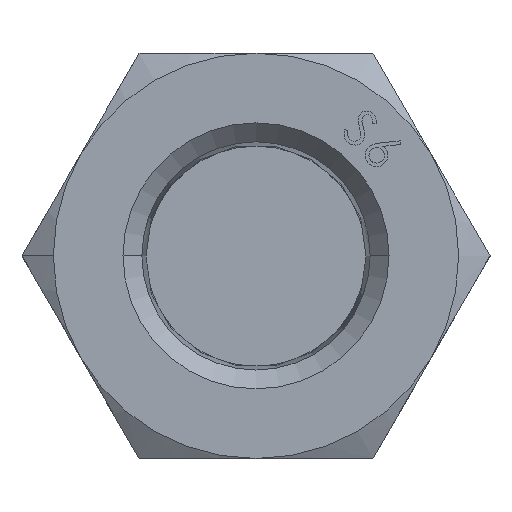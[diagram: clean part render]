
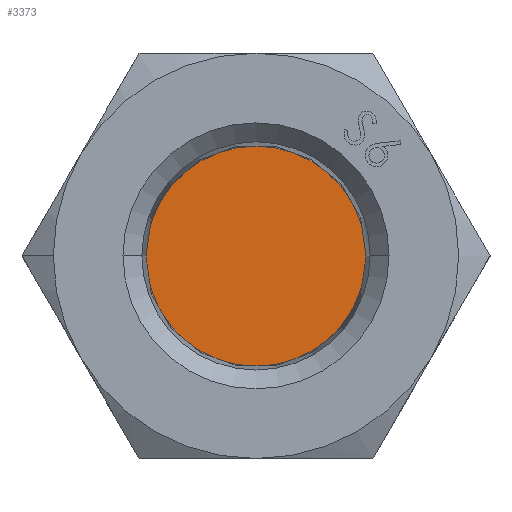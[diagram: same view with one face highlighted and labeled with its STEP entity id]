
A CAD part, top view. The second image highlights one B-rep face of the part: STEP entity #3373.
In plain terms, the highlighted planar face has unit normal (0, 0, 1).
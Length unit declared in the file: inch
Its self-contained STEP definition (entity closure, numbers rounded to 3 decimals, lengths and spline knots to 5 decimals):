
#344 = CARTESIAN_POINT ( 'NONE',  ( 0., 0., -0.2843 ) ) ;
#350 = DIRECTION ( 'NONE',  ( 0., 0., 1. ) ) ;
#356 = DIRECTION ( 'NONE',  ( 1., 0., 0. ) ) ;
#513 = DIRECTION ( 'NONE',  ( 1., 0., 0. ) ) ;
#514 = DIRECTION ( 'NONE',  ( 0., 0., 1. ) ) ;
#516 = CARTESIAN_POINT ( 'NONE',  ( 0., 0., -0.2843 ) ) ;
#605 = VERTEX_POINT ( 'NONE', #2795 ) ;
#1212 = VERTEX_POINT ( 'NONE', #1567 ) ;
#1567 = CARTESIAN_POINT ( 'NONE',  ( 0.37322, 0., -0.2843 ) ) ;
#1721 = ORIENTED_EDGE ( 'NONE', *, *, #2026, .T. ) ;
#1959 = AXIS2_PLACEMENT_3D ( 'NONE', #3311, #3514, #3061 ) ;
#2026 = EDGE_CURVE ( 'NONE', #1212, #605, #3708, .T. ) ;
#2156 = AXIS2_PLACEMENT_3D ( 'NONE', #344, #350, #356 ) ;
#2717 = EDGE_CURVE ( 'NONE', #605, #1212, #3424, .T. ) ;
#2795 = CARTESIAN_POINT ( 'NONE',  ( -0.37322, 0., -0.2843 ) ) ;
#2898 = FACE_OUTER_BOUND ( 'NONE', #3528, .T. ) ;
#2956 = ORIENTED_EDGE ( 'NONE', *, *, #2717, .T. ) ;
#3061 = DIRECTION ( 'NONE',  ( -1., 0., 0. ) ) ;
#3130 = PLANE ( 'NONE',  #1959 ) ;
#3270 = AXIS2_PLACEMENT_3D ( 'NONE', #516, #514, #513 ) ;
#3311 = CARTESIAN_POINT ( 'NONE',  ( 0.35156, 0., -0.2843 ) ) ;
#3373 = ADVANCED_FACE ( 'NONE', ( #2898 ), #3130, .F. ) ;
#3424 = CIRCLE ( 'NONE', #2156, 0.37322 ) ;
#3514 = DIRECTION ( 'NONE',  ( 0., 0., -1. ) ) ;
#3528 = EDGE_LOOP ( 'NONE', ( #1721, #2956 ) ) ;
#3708 = CIRCLE ( 'NONE', #3270, 0.37322 ) ;
